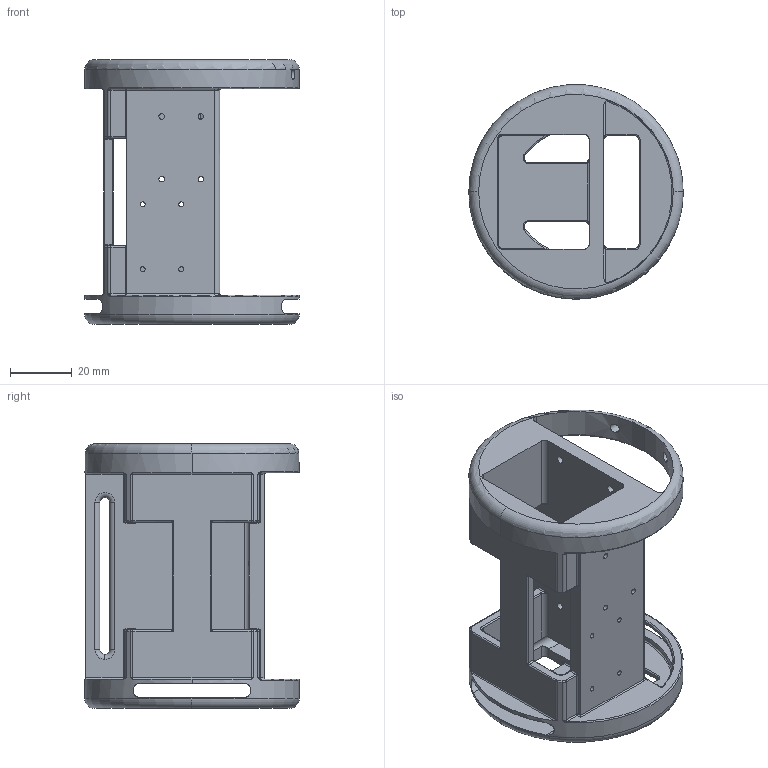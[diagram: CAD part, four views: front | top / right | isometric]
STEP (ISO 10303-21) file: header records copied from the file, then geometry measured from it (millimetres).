
FILE_DESCRIPTION (( 'STEP AP214' ), '1' );
FILE_NAME ('electronics_cage v2.STEP', '2024-04-19T21:27:10', ( '' ), ( '' ), 'SwSTEP 2.0', 'SolidWorks 2023', '' );
FILE_SCHEMA (( 'AUTOMOTIVE_DESIGN' ));
Length unit declared in the file: inch
Products named in the file (1): electronics_cage v2
Bounding box: 69.34 x 69.34 x 85.72 mm (x, y, z)
Volume: 64686.2 mm3; surface area: 34686.5 mm2
Topology: 1 solids, 1 shells, 293 faces, 777 edges, 443 vertices
Faces by surface type: cylinder 143, torus 70, plane 46, bspline 28, sphere 6
Entity records: 10157 total; most frequent: CARTESIAN_POINT 3041, DIRECTION 1548, ORIENTED_EDGE 1496, EDGE_CURVE 748, AXIS2_PLACEMENT_3D 634, VERTEX_POINT 441, CIRCLE 368, EDGE_LOOP 325
